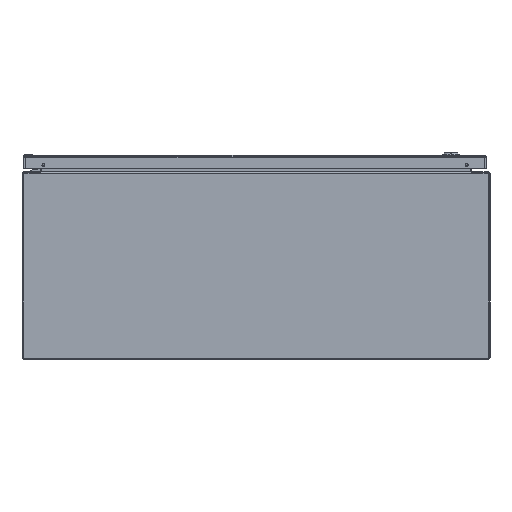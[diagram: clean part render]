
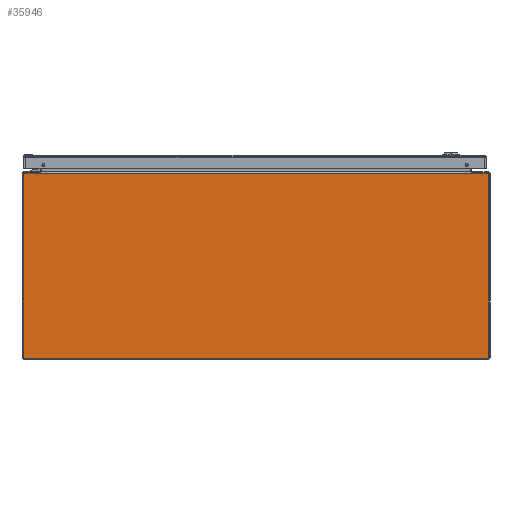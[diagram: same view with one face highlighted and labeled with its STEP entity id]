
A CAD part, front view. The second image highlights one B-rep face of the part: STEP entity #35946.
In plain terms, the highlighted planar face has unit normal (0, -1, 0).
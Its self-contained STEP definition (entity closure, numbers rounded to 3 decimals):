
#2410 = VERTEX_POINT ( 'NONE', #129972 ) ;
#3115 = LINE ( 'NONE', #113468, #153220 ) ;
#3509 = CARTESIAN_POINT ( 'NONE',  ( -14.937, -21., -5.857 ) ) ;
#5568 = VERTEX_POINT ( 'NONE', #44283 ) ;
#5730 = DIRECTION ( 'NONE',  ( -1., 0., 0. ) ) ;
#6399 = ORIENTED_EDGE ( 'NONE', *, *, #140744, .F. ) ;
#6524 = PLANE ( 'NONE',  #18526 ) ;
#8170 = EDGE_CURVE ( 'NONE', #8743, #55685, #77387, .T. ) ;
#8743 = VERTEX_POINT ( 'NONE', #36270 ) ;
#13530 = ORIENTED_EDGE ( 'NONE', *, *, #36366, .F. ) ;
#13592 = DIRECTION ( 'NONE',  ( 1., 0., 0. ) ) ;
#16418 = EDGE_CURVE ( 'NONE', #2410, #46057, #152249, .T. ) ;
#18526 = AXIS2_PLACEMENT_3D ( 'NONE', #30090, #114460, #142015 ) ;
#18716 = CIRCLE ( 'NONE', #31704, 0.08 ) ;
#21727 = DIRECTION ( 'NONE',  ( -1., 0., 0. ) ) ;
#22053 = AXIS2_PLACEMENT_3D ( 'NONE', #35342, #73409, #49895 ) ;
#22127 = VECTOR ( 'NONE', #92282, 39.37 ) ;
#25754 = CARTESIAN_POINT ( 'NONE',  ( -13.806, -21., 5.883 ) ) ;
#26781 = VECTOR ( 'NONE', #21727, 39.37 ) ;
#27246 = VECTOR ( 'NONE', #5730, 39.37 ) ;
#30090 = CARTESIAN_POINT ( 'NONE',  ( 0., -21., 0. ) ) ;
#30547 = CARTESIAN_POINT ( 'NONE',  ( -14.937, -21., 0. ) ) ;
#31115 = ORIENTED_EDGE ( 'NONE', *, *, #75321, .T. ) ;
#31704 = AXIS2_PLACEMENT_3D ( 'NONE', #89877, #42790, #102852 ) ;
#32062 = EDGE_CURVE ( 'NONE', #79444, #130194, #37450, .T. ) ;
#33156 = DIRECTION ( 'NONE',  ( 0., 0., -1. ) ) ;
#35342 = CARTESIAN_POINT ( 'NONE',  ( -14.857, -21., 5.857 ) ) ;
#35946 = ADVANCED_FACE ( 'NONE', ( #40694 ), #6524, .T. ) ;
#36270 = CARTESIAN_POINT ( 'NONE',  ( 13.814, -21., 5.883 ) ) ;
#36366 = EDGE_CURVE ( 'NONE', #103172, #87224, #3115, .T. ) ;
#36504 = ORIENTED_EDGE ( 'NONE', *, *, #112046, .T. ) ;
#36715 = VERTEX_POINT ( 'NONE', #129979 ) ;
#37450 = LINE ( 'NONE', #86936, #27246 ) ;
#40104 = VECTOR ( 'NONE', #64431, 39.37 ) ;
#40694 = FACE_OUTER_BOUND ( 'NONE', #114094, .T. ) ;
#41670 = ORIENTED_EDGE ( 'NONE', *, *, #32062, .T. ) ;
#42104 = VECTOR ( 'NONE', #48569, 39.37 ) ;
#42790 = DIRECTION ( 'NONE',  ( 0., -1., 0. ) ) ;
#42814 = EDGE_CURVE ( 'NONE', #5568, #36715, #65801, .T. ) ;
#43351 = CARTESIAN_POINT ( 'NONE',  ( 13.798, -21., 5.883 ) ) ;
#44283 = CARTESIAN_POINT ( 'NONE',  ( 14.857, -21., -5.937 ) ) ;
#44411 = CARTESIAN_POINT ( 'NONE',  ( -14.857, -21., 5.937 ) ) ;
#46057 = VERTEX_POINT ( 'NONE', #3509 ) ;
#46070 = VERTEX_POINT ( 'NONE', #53010 ) ;
#46129 = LINE ( 'NONE', #118342, #26781 ) ;
#47933 = CARTESIAN_POINT ( 'NONE',  ( -13.798, -21., 5.883 ) ) ;
#48082 = VERTEX_POINT ( 'NONE', #75509 ) ;
#48569 = DIRECTION ( 'NONE',  ( 0., 0., 1. ) ) ;
#49895 = DIRECTION ( 'NONE',  ( 0., 0., -1. ) ) ;
#50803 = CARTESIAN_POINT ( 'NONE',  ( 0., -21., 5.937 ) ) ;
#53010 = CARTESIAN_POINT ( 'NONE',  ( -14.857, -21., -5.937 ) ) ;
#53306 = ORIENTED_EDGE ( 'NONE', *, *, #109665, .T. ) ;
#55685 = VERTEX_POINT ( 'NONE', #43351 ) ;
#57826 = ORIENTED_EDGE ( 'NONE', *, *, #107325, .T. ) ;
#62033 = ORIENTED_EDGE ( 'NONE', *, *, #16418, .T. ) ;
#64431 = DIRECTION ( 'NONE',  ( -1., 0., 0. ) ) ;
#64808 = DIRECTION ( 'NONE',  ( 0.174, 0., -0.985 ) ) ;
#65768 = EDGE_CURVE ( 'NONE', #103172, #122041, #89704, .T. ) ;
#65801 = CIRCLE ( 'NONE', #112294, 0.08 ) ;
#67381 = AXIS2_PLACEMENT_3D ( 'NONE', #93203, #142663, #33156 ) ;
#70335 = CARTESIAN_POINT ( 'NONE',  ( -13.814, -21., 5.883 ) ) ;
#72010 = ORIENTED_EDGE ( 'NONE', *, *, #42814, .T. ) ;
#73409 = DIRECTION ( 'NONE',  ( 0., -1., 0. ) ) ;
#75321 = EDGE_CURVE ( 'NONE', #122041, #2410, #92037, .T. ) ;
#75509 = CARTESIAN_POINT ( 'NONE',  ( 14.937, -21., 5.857 ) ) ;
#77387 = LINE ( 'NONE', #118493, #40104 ) ;
#79444 = VERTEX_POINT ( 'NONE', #94630 ) ;
#80483 = CARTESIAN_POINT ( 'NONE',  ( 0., -21., -5.937 ) ) ;
#80895 = LINE ( 'NONE', #103656, #22127 ) ;
#81773 = ORIENTED_EDGE ( 'NONE', *, *, #65768, .T. ) ;
#86624 = LINE ( 'NONE', #25754, #100080 ) ;
#86837 = VECTOR ( 'NONE', #114829, 39.37 ) ;
#86936 = CARTESIAN_POINT ( 'NONE',  ( 0., -21., 5.937 ) ) ;
#87224 = VERTEX_POINT ( 'NONE', #70335 ) ;
#89704 = LINE ( 'NONE', #50803, #86837 ) ;
#89877 = CARTESIAN_POINT ( 'NONE',  ( 14.857, -21., 5.857 ) ) ;
#92037 = CIRCLE ( 'NONE', #22053, 0.08 ) ;
#92282 = DIRECTION ( 'NONE',  ( -0.174, 0., -0.985 ) ) ;
#92661 = LINE ( 'NONE', #80483, #156443 ) ;
#93203 = CARTESIAN_POINT ( 'NONE',  ( -14.857, -21., -5.857 ) ) ;
#94630 = CARTESIAN_POINT ( 'NONE',  ( 14.857, -21., 5.937 ) ) ;
#96140 = ORIENTED_EDGE ( 'NONE', *, *, #153840, .T. ) ;
#100080 = VECTOR ( 'NONE', #13592, 39.37 ) ;
#102852 = DIRECTION ( 'NONE',  ( 0., 0., -1. ) ) ;
#103036 = CARTESIAN_POINT ( 'NONE',  ( -13.823, -21., 5.937 ) ) ;
#103172 = VERTEX_POINT ( 'NONE', #103036 ) ;
#103569 = DIRECTION ( 'NONE',  ( 0., 0., -1. ) ) ;
#103656 = CARTESIAN_POINT ( 'NONE',  ( 13.818, -21., 5.91 ) ) ;
#104458 = DIRECTION ( 'NONE',  ( 0., 0., -1. ) ) ;
#107325 = EDGE_CURVE ( 'NONE', #36715, #48082, #119952, .T. ) ;
#109665 = EDGE_CURVE ( 'NONE', #55685, #148043, #46129, .T. ) ;
#112046 = EDGE_CURVE ( 'NONE', #130194, #8743, #80895, .T. ) ;
#112294 = AXIS2_PLACEMENT_3D ( 'NONE', #142546, #118226, #104458 ) ;
#113162 = VECTOR ( 'NONE', #103569, 39.37 ) ;
#113468 = CARTESIAN_POINT ( 'NONE',  ( -13.818, -21., 5.91 ) ) ;
#114094 = EDGE_LOOP ( 'NONE', ( #81773, #31115, #62033, #119060, #157978, #72010, #57826, #96140, #41670, #36504, #126856, #53306, #6399, #13530 ) ) ;
#114460 = DIRECTION ( 'NONE',  ( 0., -1., 0. ) ) ;
#114829 = DIRECTION ( 'NONE',  ( -1., 0., 0. ) ) ;
#118226 = DIRECTION ( 'NONE',  ( 0., -1., 0. ) ) ;
#118342 = CARTESIAN_POINT ( 'NONE',  ( 0., -21., 5.883 ) ) ;
#118493 = CARTESIAN_POINT ( 'NONE',  ( 13.806, -21., 5.883 ) ) ;
#119060 = ORIENTED_EDGE ( 'NONE', *, *, #134187, .T. ) ;
#119952 = LINE ( 'NONE', #145891, #42104 ) ;
#122041 = VERTEX_POINT ( 'NONE', #44411 ) ;
#123408 = EDGE_CURVE ( 'NONE', #46070, #5568, #92661, .T. ) ;
#126856 = ORIENTED_EDGE ( 'NONE', *, *, #8170, .T. ) ;
#129916 = DIRECTION ( 'NONE',  ( 1., 0., 0. ) ) ;
#129972 = CARTESIAN_POINT ( 'NONE',  ( -14.937, -21., 5.857 ) ) ;
#129979 = CARTESIAN_POINT ( 'NONE',  ( 14.937, -21., -5.857 ) ) ;
#130194 = VERTEX_POINT ( 'NONE', #153248 ) ;
#134187 = EDGE_CURVE ( 'NONE', #46057, #46070, #145127, .T. ) ;
#140744 = EDGE_CURVE ( 'NONE', #87224, #148043, #86624, .T. ) ;
#142015 = DIRECTION ( 'NONE',  ( 0., 0., -1. ) ) ;
#142546 = CARTESIAN_POINT ( 'NONE',  ( 14.857, -21., -5.857 ) ) ;
#142663 = DIRECTION ( 'NONE',  ( 0., -1., 0. ) ) ;
#145127 = CIRCLE ( 'NONE', #67381, 0.08 ) ;
#145891 = CARTESIAN_POINT ( 'NONE',  ( 14.937, -21., 0. ) ) ;
#148043 = VERTEX_POINT ( 'NONE', #47933 ) ;
#152249 = LINE ( 'NONE', #30547, #113162 ) ;
#153220 = VECTOR ( 'NONE', #64808, 39.37 ) ;
#153248 = CARTESIAN_POINT ( 'NONE',  ( 13.823, -21., 5.937 ) ) ;
#153840 = EDGE_CURVE ( 'NONE', #48082, #79444, #18716, .T. ) ;
#156443 = VECTOR ( 'NONE', #129916, 39.37 ) ;
#157978 = ORIENTED_EDGE ( 'NONE', *, *, #123408, .T. ) ;
